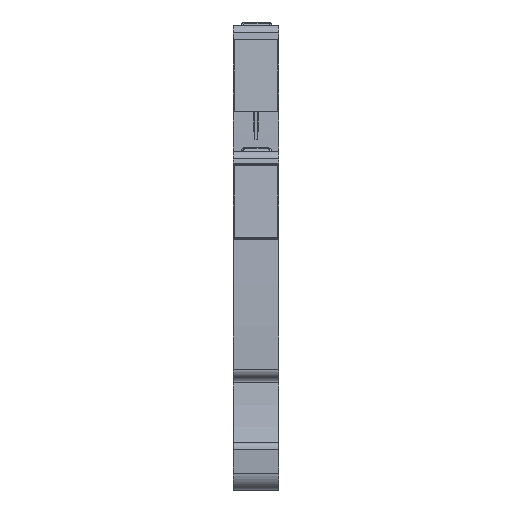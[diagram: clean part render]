
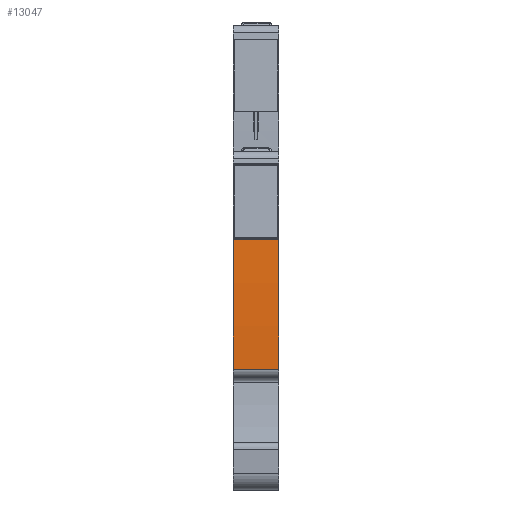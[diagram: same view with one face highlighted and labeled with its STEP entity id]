
A CAD part, front view. The second image highlights one B-rep face of the part: STEP entity #13047.
In plain terms, the highlighted cylindrical face has radius 154.9 mm (diameter 309.8 mm), a partial arc.
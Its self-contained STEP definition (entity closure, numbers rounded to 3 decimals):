
#12852=AXIS2_PLACEMENT_3D('Cylinder Axis2P3D',#12849,#12850,#12851) ;
#13024=AXIS2_PLACEMENT_3D('Circle Axis2P3D',#13022,#13023,$) ;
#13038=AXIS2_PLACEMENT_3D('Circle Axis2P3D',#13036,#13037,$) ;
#12849=CARTESIAN_POINT('Axis2P3D Location',(2.55,155.393,17.05)) ;
#13000=CARTESIAN_POINT('Vertex',(5.1,0.868,27.819)) ;
#13007=CARTESIAN_POINT('Vertex',(0.,0.868,27.819)) ;
#13010=CARTESIAN_POINT('Line Origine',(2.55,0.868,27.819)) ;
#13022=CARTESIAN_POINT('Axis2P3D Location',(0.,155.393,17.05)) ;
#13026=CARTESIAN_POINT('Vertex',(0.,0.535,13.427)) ;
#13029=CARTESIAN_POINT('Line Origine',(2.55,0.535,13.427)) ;
#13033=CARTESIAN_POINT('Vertex',(5.1,0.535,13.427)) ;
#13036=CARTESIAN_POINT('Axis2P3D Location',(5.1,155.393,17.05)) ;
#12850=DIRECTION('Axis2P3D Direction',(1.,0.,0.)) ;
#12851=DIRECTION('Axis2P3D XDirection',(0.,-0.992,0.127)) ;
#13011=DIRECTION('Vector Direction',(1.,0.,0.)) ;
#13023=DIRECTION('Axis2P3D Direction',(1.,0.,0.)) ;
#13030=DIRECTION('Vector Direction',(1.,0.,0.)) ;
#13037=DIRECTION('Axis2P3D Direction',(1.,0.,0.)) ;
#13012=VECTOR('Line Direction',#13011,1.) ;
#13031=VECTOR('Line Direction',#13030,1.) ;
#13042=ORIENTED_EDGE('',*,*,#13028,.T.) ;
#13043=ORIENTED_EDGE('',*,*,#13035,.T.) ;
#13044=ORIENTED_EDGE('',*,*,#13040,.F.) ;
#13045=ORIENTED_EDGE('',*,*,#13014,.F.) ;
#13047=ADVANCED_FACE('1471231-1-0.1\\Assembly MLD_S2T_2-5',(#13046),#12853,.T.) ;
#13025=CIRCLE('generated circle',#13024,154.9) ;
#13039=CIRCLE('generated circle',#13038,154.9) ;
#12853=CYLINDRICAL_SURFACE('generated cylinder',#12852,154.9) ;
#13014=EDGE_CURVE('',#13008,#13001,#13013,.T.) ;
#13028=EDGE_CURVE('',#13008,#13027,#13025,.T.) ;
#13035=EDGE_CURVE('',#13027,#13034,#13032,.T.) ;
#13040=EDGE_CURVE('',#13001,#13034,#13039,.T.) ;
#13041=EDGE_LOOP('',(#13042,#13043,#13044,#13045)) ;
#13046=FACE_OUTER_BOUND('',#13041,.T.) ;
#13013=LINE('Line',#13010,#13012) ;
#13032=LINE('Line',#13029,#13031) ;
#13001=VERTEX_POINT('',#13000) ;
#13008=VERTEX_POINT('',#13007) ;
#13027=VERTEX_POINT('',#13026) ;
#13034=VERTEX_POINT('',#13033) ;
